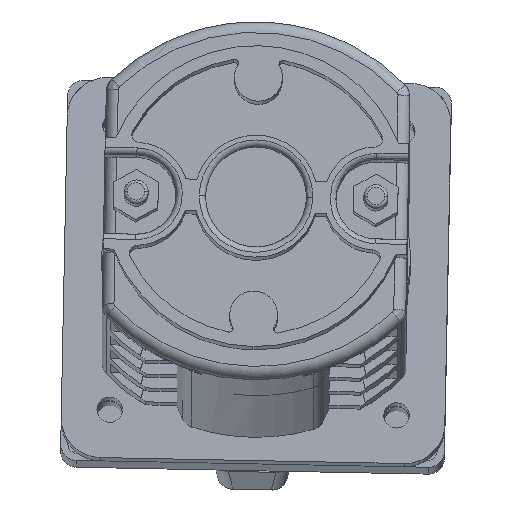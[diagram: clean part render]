
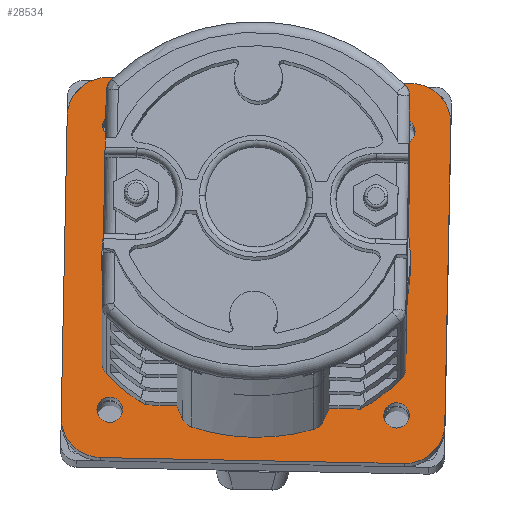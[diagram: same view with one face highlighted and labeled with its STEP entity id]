
A CAD part, top view. The second image highlights one B-rep face of the part: STEP entity #28534.
In plain terms, the highlighted face is planar.
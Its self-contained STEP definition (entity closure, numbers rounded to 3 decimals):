
#25173=DIRECTION('',(-1.,0.,0.));
#25174=VECTOR('',#25173,38.114);
#25175=CARTESIAN_POINT('',(19.636,29.59,
-27.32));
#25176=LINE('',#25175,#25174);
#25180=CARTESIAN_POINT('',(-18.478,29.59,
-22.305));
#25181=DIRECTION('',(0.,1.,0.));
#25182=DIRECTION('',(0.,0.,-1.));
#25183=AXIS2_PLACEMENT_3D('',#25180,#25181,#25182);
#25188=DIRECTION('',(0.,0.,1.));
#25189=VECTOR('',#25188,38.114);
#25190=CARTESIAN_POINT('',(-23.493,29.59,
-22.305));
#25191=LINE('',#25190,#25189);
#25195=CARTESIAN_POINT('',(-18.478,29.59,
15.809));
#25196=DIRECTION('',(0.,1.,0.));
#25197=DIRECTION('',(-1.,0.,0.));
#25198=AXIS2_PLACEMENT_3D('',#25195,#25196,#25197);
#25203=DIRECTION('',(1.,0.,0.));
#25204=VECTOR('',#25203,38.114);
#25205=CARTESIAN_POINT('',(-18.478,29.59,
20.824));
#25206=LINE('',#25205,#25204);
#25210=CARTESIAN_POINT('',(19.636,29.59,15.809));
#25211=DIRECTION('',(0.,1.,0.));
#25212=DIRECTION('',(0.,0.,1.));
#25213=AXIS2_PLACEMENT_3D('',#25210,#25211,#25212);
#25218=DIRECTION('',(0.,0.,-1.));
#25219=VECTOR('',#25218,38.114);
#25220=CARTESIAN_POINT('',(24.651,29.59,15.809));
#25221=LINE('',#25220,#25219);
#25225=CARTESIAN_POINT('',(19.636,29.59,
-22.305));
#25226=DIRECTION('',(0.,1.,0.));
#25227=DIRECTION('',(1.,0.,0.));
#25228=AXIS2_PLACEMENT_3D('',#25225,#25226,#25227);
#25233=CARTESIAN_POINT('',(0.579,29.59,-3.248));
#25234=DIRECTION('',(0.,-1.,0.));
#25235=DIRECTION('',(1.,0.,0.));
#25236=AXIS2_PLACEMENT_3D('',#25233,#25234,#25235);
#25241=CARTESIAN_POINT('',(0.579,29.59,-3.248));
#25242=DIRECTION('',(0.,-1.,0.));
#25243=DIRECTION('',(-1.,0.,0.));
#25244=AXIS2_PLACEMENT_3D('',#25241,#25242,#25243);
#25249=CARTESIAN_POINT('',(-17.421,29.59,
14.752));
#25250=DIRECTION('',(0.,-1.,0.));
#25251=DIRECTION('',(1.,0.,0.));
#25252=AXIS2_PLACEMENT_3D('',#25249,#25250,#25251);
#25257=CARTESIAN_POINT('',(-17.421,29.59,
14.752));
#25258=DIRECTION('',(0.,-1.,0.));
#25259=DIRECTION('',(-1.,0.,0.));
#25260=AXIS2_PLACEMENT_3D('',#25257,#25258,#25259);
#25265=CARTESIAN_POINT('',(-17.421,29.59,
-21.248));
#25266=DIRECTION('',(0.,-1.,0.));
#25267=DIRECTION('',(1.,0.,0.));
#25268=AXIS2_PLACEMENT_3D('',#25265,#25266,#25267);
#25273=CARTESIAN_POINT('',(-17.421,29.59,
-21.248));
#25274=DIRECTION('',(0.,-1.,0.));
#25275=DIRECTION('',(-1.,0.,0.));
#25276=AXIS2_PLACEMENT_3D('',#25273,#25274,#25275);
#25281=CARTESIAN_POINT('',(18.579,29.59,
-21.248));
#25282=DIRECTION('',(0.,-1.,0.));
#25283=DIRECTION('',(1.,0.,0.));
#25284=AXIS2_PLACEMENT_3D('',#25281,#25282,#25283);
#25289=CARTESIAN_POINT('',(18.579,29.59,
-21.248));
#25290=DIRECTION('',(0.,-1.,0.));
#25291=DIRECTION('',(-1.,0.,0.));
#25292=AXIS2_PLACEMENT_3D('',#25289,#25290,#25291);
#25297=CARTESIAN_POINT('',(18.579,29.59,14.752));
#25298=DIRECTION('',(0.,-1.,0.));
#25299=DIRECTION('',(1.,0.,0.));
#25300=AXIS2_PLACEMENT_3D('',#25297,#25298,#25299);
#25305=CARTESIAN_POINT('',(18.579,29.59,14.752));
#25306=DIRECTION('',(0.,-1.,0.));
#25307=DIRECTION('',(-1.,0.,0.));
#25308=AXIS2_PLACEMENT_3D('',#25305,#25306,#25307);
#25920=CARTESIAN_POINT('',(-18.779,29.59,
-3.248));
#25921=VERTEX_POINT('',#25920);
#25922=CARTESIAN_POINT('',(19.937,29.59,
-3.248));
#25923=VERTEX_POINT('',#25922);
#26268=CARTESIAN_POINT('',(24.651,29.59,15.809));
#26269=CARTESIAN_POINT('',(24.651,29.59,
-22.305));
#26270=VERTEX_POINT('',#26268);
#26271=VERTEX_POINT('',#26269);
#26272=CARTESIAN_POINT('',(19.636,29.59,
-27.32));
#26273=CARTESIAN_POINT('',(-18.478,29.59,
-27.32));
#26274=VERTEX_POINT('',#26272);
#26275=VERTEX_POINT('',#26273);
#26276=CARTESIAN_POINT('',(-23.493,29.59,
-22.305));
#26277=VERTEX_POINT('',#26276);
#26278=CARTESIAN_POINT('',(-23.493,29.59,
15.809));
#26279=VERTEX_POINT('',#26278);
#26280=CARTESIAN_POINT('',(-18.478,29.59,
20.824));
#26281=VERTEX_POINT('',#26280);
#26282=CARTESIAN_POINT('',(19.636,29.59,20.824));
#26283=VERTEX_POINT('',#26282);
#26284=CARTESIAN_POINT('',(-15.821,29.59,
14.752));
#26285=CARTESIAN_POINT('',(-19.021,29.59,
14.752));
#26286=VERTEX_POINT('',#26284);
#26287=VERTEX_POINT('',#26285);
#26288=CARTESIAN_POINT('',(-15.821,29.59,
-21.248));
#26289=CARTESIAN_POINT('',(-19.021,29.59,
-21.248));
#26290=VERTEX_POINT('',#26288);
#26291=VERTEX_POINT('',#26289);
#26292=CARTESIAN_POINT('',(20.179,29.59,
-21.248));
#26293=CARTESIAN_POINT('',(16.979,29.59,
-21.248));
#26294=VERTEX_POINT('',#26292);
#26295=VERTEX_POINT('',#26293);
#26296=CARTESIAN_POINT('',(20.179,29.59,14.752));
#26297=CARTESIAN_POINT('',(16.979,29.59,14.752));
#26298=VERTEX_POINT('',#26296);
#26299=VERTEX_POINT('',#26297);
#28484=CARTESIAN_POINT('',(0.579,29.59,-3.248));
#28485=DIRECTION('',(0.,1.,0.));
#28486=DIRECTION('',(-1.,0.,0.));
#28487=AXIS2_PLACEMENT_3D('',#28484,#28485,#28486);
#28488=PLANE('',#28487);
#28490=ORIENTED_EDGE('',*,*,#28489,.T.);
#28492=ORIENTED_EDGE('',*,*,#28491,.T.);
#28494=ORIENTED_EDGE('',*,*,#28493,.T.);
#28496=ORIENTED_EDGE('',*,*,#28495,.T.);
#28498=ORIENTED_EDGE('',*,*,#28497,.T.);
#28500=ORIENTED_EDGE('',*,*,#28499,.T.);
#28501=ORIENTED_EDGE('',*,*,#28474,.T.);
#28503=ORIENTED_EDGE('',*,*,#28502,.T.);
#28504=EDGE_LOOP('',(#28490,#28492,#28494,#28496,#28498,#28500,#28501,#28503));
#28505=FACE_OUTER_BOUND('',#28504,.F.);
#28506=ORIENTED_EDGE('',*,*,#26619,.T.);
#28507=ORIENTED_EDGE('',*,*,#26687,.T.);
#28508=EDGE_LOOP('',(#28506,#28507));
#28509=FACE_BOUND('',#28508,.F.);
#28511=ORIENTED_EDGE('',*,*,#28510,.T.);
#28513=ORIENTED_EDGE('',*,*,#28512,.T.);
#28514=EDGE_LOOP('',(#28511,#28513));
#28515=FACE_BOUND('',#28514,.F.);
#28517=ORIENTED_EDGE('',*,*,#28516,.T.);
#28519=ORIENTED_EDGE('',*,*,#28518,.T.);
#28520=EDGE_LOOP('',(#28517,#28519));
#28521=FACE_BOUND('',#28520,.F.);
#28523=ORIENTED_EDGE('',*,*,#28522,.T.);
#28525=ORIENTED_EDGE('',*,*,#28524,.T.);
#28526=EDGE_LOOP('',(#28523,#28525));
#28527=FACE_BOUND('',#28526,.F.);
#28529=ORIENTED_EDGE('',*,*,#28528,.T.);
#28531=ORIENTED_EDGE('',*,*,#28530,.T.);
#28532=EDGE_LOOP('',(#28529,#28531));
#28533=FACE_BOUND('',#28532,.F.);
#25184=CIRCLE('',#25183,5.015);
#25199=CIRCLE('',#25198,5.015);
#25214=CIRCLE('',#25213,5.015);
#25229=CIRCLE('',#25228,5.015);
#25237=CIRCLE('',#25236,19.358);
#25245=CIRCLE('',#25244,19.358);
#25253=CIRCLE('',#25252,1.6);
#25261=CIRCLE('',#25260,1.6);
#25269=CIRCLE('',#25268,1.6);
#25277=CIRCLE('',#25276,1.6);
#25285=CIRCLE('',#25284,1.6);
#25293=CIRCLE('',#25292,1.6);
#25301=CIRCLE('',#25300,1.6);
#25309=CIRCLE('',#25308,1.6);
#26619=EDGE_CURVE('',#25923,#25921,#25237,.T.);
#26687=EDGE_CURVE('',#25921,#25923,#25245,.T.);
#28474=EDGE_CURVE('',#26270,#26271,#25221,.T.);
#28489=EDGE_CURVE('',#26274,#26275,#25176,.T.);
#28491=EDGE_CURVE('',#26275,#26277,#25184,.T.);
#28493=EDGE_CURVE('',#26277,#26279,#25191,.T.);
#28495=EDGE_CURVE('',#26279,#26281,#25199,.T.);
#28497=EDGE_CURVE('',#26281,#26283,#25206,.T.);
#28499=EDGE_CURVE('',#26283,#26270,#25214,.T.);
#28502=EDGE_CURVE('',#26271,#26274,#25229,.T.);
#28510=EDGE_CURVE('',#26286,#26287,#25253,.T.);
#28512=EDGE_CURVE('',#26287,#26286,#25261,.T.);
#28516=EDGE_CURVE('',#26290,#26291,#25269,.T.);
#28518=EDGE_CURVE('',#26291,#26290,#25277,.T.);
#28522=EDGE_CURVE('',#26294,#26295,#25285,.T.);
#28524=EDGE_CURVE('',#26295,#26294,#25293,.T.);
#28528=EDGE_CURVE('',#26298,#26299,#25301,.T.);
#28530=EDGE_CURVE('',#26299,#26298,#25309,.T.);
#28534=ADVANCED_FACE('',(#28505,#28509,#28515,#28521,#28527,#28533),#28488,.F.);
